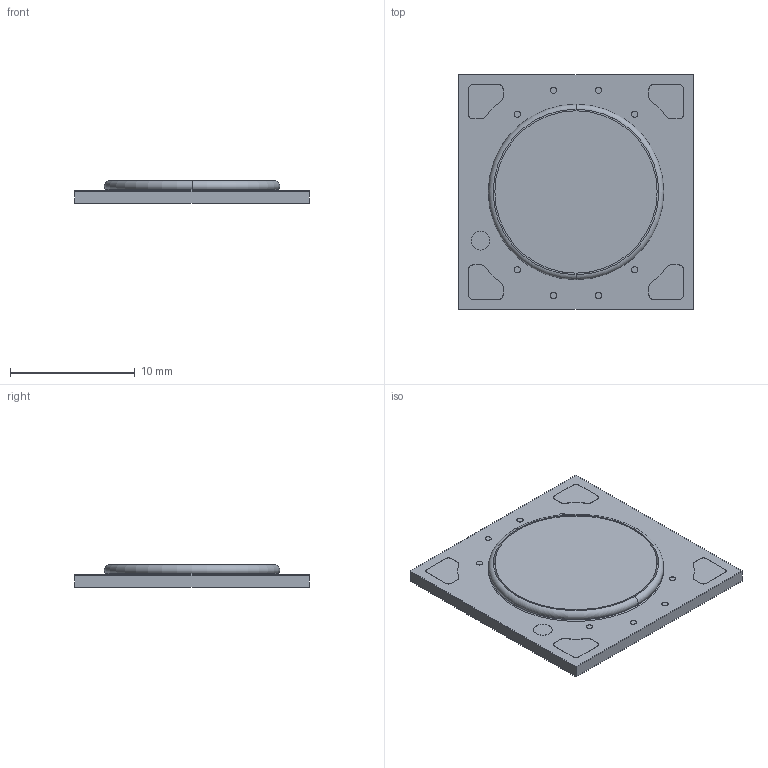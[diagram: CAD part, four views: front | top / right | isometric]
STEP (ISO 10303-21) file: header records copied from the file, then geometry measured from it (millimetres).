
FILE_DESCRIPTION (( 'STEP AP214' ), '1' );
FILE_NAME ('HDTW 13.STEP', '2025-01-06T08:58:40', ( '' ), ( '' ), 'SwSTEP 2.0', 'SolidWorks 2018', '' );
FILE_SCHEMA (( 'AUTOMOTIVE_DESIGN' ));
Length unit declared in the file: millimetre
Products named in the file (8): 7; ??; 膜片; LED; PAD; ªý²k?; 基板; HDTW 13
Assembly tree (7 placements, depth 2):
  HDTW 13
    基板
    ªý²k?
    PAD
    LED
    膜片
    ??
    7
Bounding box: 18.8 x 18.8 x 1.8 mm (x, y, z)
Volume: 494.4 mm3; surface area: 2096.8 mm2
Topology: 95 solids, 95 shells, 635 faces, 1332 edges, 886 vertices
Faces by surface type: plane 541, cylinder 88, torus 6
Entity records: 18023 total; most frequent: CARTESIAN_POINT 2863, DIRECTION 2810, ORIENTED_EDGE 2664, EDGE_CURVE 1332, VECTOR 1144, LINE 1144, VERTEX_POINT 886, AXIS2_PLACEMENT_3D 833
